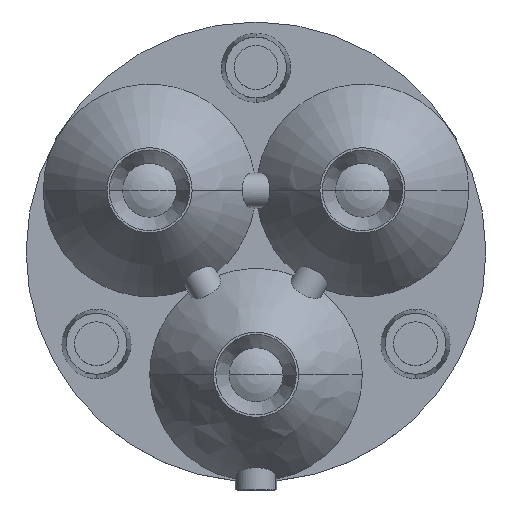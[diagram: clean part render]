
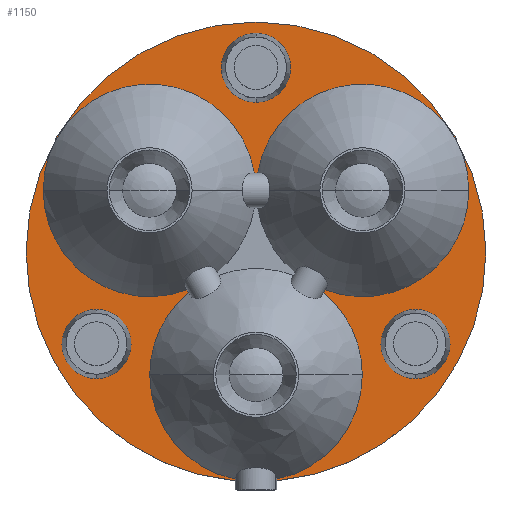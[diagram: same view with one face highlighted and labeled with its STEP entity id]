
A CAD part, top view. The second image highlights one B-rep face of the part: STEP entity #1150.
In plain terms, the highlighted planar face has unit normal (0, 0, 1).
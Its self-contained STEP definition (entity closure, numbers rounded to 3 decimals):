
#100=CARTESIAN_POINT('',(6.928,1.34,0.7));
#101=DIRECTION('',(0.,0.,-1.));
#102=DIRECTION('',(0.,-1.,0.));
#103=AXIS2_PLACEMENT_3D('',#100,#101,#102);
#105=CARTESIAN_POINT('',(6.928,1.34,0.7));
#106=DIRECTION('',(0.,0.,-1.));
#107=DIRECTION('',(0.,1.,0.));
#108=AXIS2_PLACEMENT_3D('',#105,#106,#107);
#110=CARTESIAN_POINT('',(-6.928,1.34,0.7));
#111=DIRECTION('',(0.,0.,-1.));
#112=DIRECTION('',(0.,-1.,0.));
#113=AXIS2_PLACEMENT_3D('',#110,#111,#112);
#115=CARTESIAN_POINT('',(-6.928,1.34,0.7));
#116=DIRECTION('',(0.,0.,-1.));
#117=DIRECTION('',(0.,1.,0.));
#118=AXIS2_PLACEMENT_3D('',#115,#116,#117);
#120=CARTESIAN_POINT('',(0.,13.34,0.7));
#121=DIRECTION('',(0.,0.,-1.));
#122=DIRECTION('',(0.,-1.,0.));
#123=AXIS2_PLACEMENT_3D('',#120,#121,#122);
#125=CARTESIAN_POINT('',(0.,13.34,0.7));
#126=DIRECTION('',(0.,0.,-1.));
#127=DIRECTION('',(0.,1.,0.));
#128=AXIS2_PLACEMENT_3D('',#125,#126,#127);
#130=DIRECTION('',(0.5,0.866,0.));
#131=VECTOR('',#130,0.14);
#132=CARTESIAN_POINT('',(2.927,3.57,0.7));
#133=LINE('',#132,#131);
#134=CARTESIAN_POINT('',(4.625,8.011,0.7));
#135=DIRECTION('',(0.,0.,-1.));
#136=DIRECTION('',(-0.987,0.162,0.));
#137=AXIS2_PLACEMENT_3D('',#134,#135,#136);
#139=DIRECTION('',(-1.,0.,0.));
#140=VECTOR('',#139,0.14);
#141=CARTESIAN_POINT('',(0.07,8.761,0.7));
#142=LINE('',#141,#140);
#143=CARTESIAN_POINT('',(-4.625,8.011,0.7));
#144=DIRECTION('',(0.,0.,-1.));
#145=DIRECTION('',(-1.,0.,0.));
#146=AXIS2_PLACEMENT_3D('',#143,#144,#145);
#148=DIRECTION('',(0.5,-0.866,0.));
#149=VECTOR('',#148,0.14);
#150=CARTESIAN_POINT('',(-2.997,3.691,0.7));
#151=LINE('',#150,#149);
#152=CARTESIAN_POINT('',(0.,0.,0.7));
#153=DIRECTION('',(0.,0.,-1.));
#154=DIRECTION('',(-0.195,-0.981,0.));
#155=AXIS2_PLACEMENT_3D('',#152,#153,#154);
#157=DIRECTION('',(0.,-1.,0.));
#158=VECTOR('',#157,0.078);
#159=CARTESIAN_POINT('',(-0.9,-4.528,0.7));
#160=LINE('',#159,#158);
#161=DIRECTION('',(0.,-1.,0.));
#162=VECTOR('',#161,0.078);
#163=CARTESIAN_POINT('',(0.9,-4.528,0.7));
#164=LINE('',#163,#162);
#165=CARTESIAN_POINT('',(0.,0.,0.7));
#166=DIRECTION('',(0.,0.,-1.));
#167=DIRECTION('',(1.,0.,0.));
#168=AXIS2_PLACEMENT_3D('',#165,#166,#167);
#353=CARTESIAN_POINT('',(0.,0.,0.7));
#354=DIRECTION('',(0.,0.,-1.));
#355=DIRECTION('',(0.634,0.773,0.));
#356=AXIS2_PLACEMENT_3D('',#353,#354,#355);
#358=CARTESIAN_POINT('',(4.616,0.,0.7));
#365=CARTESIAN_POINT('',(-4.616,0.,0.7));
#372=CARTESIAN_POINT('',(0.,0.,0.7));
#373=DIRECTION('',(0.,0.,-1.));
#374=DIRECTION('',(-1.,0.,0.));
#375=AXIS2_PLACEMENT_3D('',#372,#373,#374);
#449=CARTESIAN_POINT('',(4.625,8.011,0.7));
#450=DIRECTION('',(0.,0.,-1.));
#451=DIRECTION('',(1.,0.,0.));
#452=AXIS2_PLACEMENT_3D('',#449,#450,#451);
#535=CARTESIAN_POINT('',(-4.625,8.011,0.7));
#536=DIRECTION('',(0.,0.,-1.));
#537=DIRECTION('',(0.353,-0.936,0.));
#538=AXIS2_PLACEMENT_3D('',#535,#536,#537);
#578=CARTESIAN_POINT('',(-9.241,8.011,0.7));
#602=CARTESIAN_POINT('',(9.241,8.011,0.7));
#753=CARTESIAN_POINT('',(0.,5.34,0.7));
#754=DIRECTION('',(0.,0.,1.));
#755=DIRECTION('',(0.09,-0.996,0.));
#756=AXIS2_PLACEMENT_3D('',#753,#754,#755);
#762=CARTESIAN_POINT('',(0.,5.34,0.7));
#763=DIRECTION('',(0.,0.,1.));
#764=DIRECTION('',(-1.,0.,0.));
#765=AXIS2_PLACEMENT_3D('',#762,#763,#764);
#767=CARTESIAN_POINT('',(0.,5.34,0.7));
#768=DIRECTION('',(0.,0.,1.));
#769=DIRECTION('',(1.,0.,0.));
#770=AXIS2_PLACEMENT_3D('',#767,#768,#769);
#794=CARTESIAN_POINT('',(6.928,-0.16,0.7));
#796=VERTEX_POINT('',#794);
#798=CARTESIAN_POINT('',(6.928,2.84,0.7));
#800=VERTEX_POINT('',#798);
#802=CARTESIAN_POINT('',(-6.928,-0.16,0.7));
#804=VERTEX_POINT('',#802);
#806=CARTESIAN_POINT('',(-6.928,2.84,0.7));
#808=VERTEX_POINT('',#806);
#810=CARTESIAN_POINT('',(0.,11.84,0.7));
#812=VERTEX_POINT('',#810);
#814=CARTESIAN_POINT('',(0.,14.84,0.7));
#816=VERTEX_POINT('',#814);
#826=CARTESIAN_POINT('',(-0.9,-4.605,0.7));
#827=VERTEX_POINT('',#826);
#832=CARTESIAN_POINT('',(0.9,-4.605,0.7));
#833=VERTEX_POINT('',#832);
#846=VERTEX_POINT('',#358);
#847=VERTEX_POINT('',#365);
#848=CARTESIAN_POINT('',(-0.9,-4.528,0.7));
#849=VERTEX_POINT('',#848);
#850=CARTESIAN_POINT('',(0.9,-4.528,0.7));
#851=VERTEX_POINT('',#850);
#876=VERTEX_POINT('',#602);
#877=VERTEX_POINT('',#578);
#902=CARTESIAN_POINT('',(2.927,3.57,0.7));
#903=CARTESIAN_POINT('',(2.997,3.691,0.7));
#904=VERTEX_POINT('',#902);
#905=VERTEX_POINT('',#903);
#906=CARTESIAN_POINT('',(0.07,8.761,0.7));
#907=CARTESIAN_POINT('',(-0.07,8.761,0.7));
#908=VERTEX_POINT('',#906);
#909=VERTEX_POINT('',#907);
#910=CARTESIAN_POINT('',(-2.997,3.691,0.7));
#911=CARTESIAN_POINT('',(-2.927,3.57,0.7));
#912=VERTEX_POINT('',#910);
#913=VERTEX_POINT('',#911);
#946=CARTESIAN_POINT('',(9.986,5.34,0.7));
#947=CARTESIAN_POINT('',(-9.986,5.34,0.7));
#948=VERTEX_POINT('',#946);
#949=VERTEX_POINT('',#947);
#1097=CARTESIAN_POINT('',(0.,0.,0.7));
#1098=DIRECTION('',(0.,0.,-1.));
#1099=DIRECTION('',(-1.,0.,0.));
#1100=AXIS2_PLACEMENT_3D('',#1097,#1098,#1099);
#1101=PLANE('',#1100);
#1103=ORIENTED_EDGE('',*,*,#1102,.T.);
#1105=ORIENTED_EDGE('',*,*,#1104,.F.);
#1107=ORIENTED_EDGE('',*,*,#1106,.F.);
#1109=ORIENTED_EDGE('',*,*,#1108,.T.);
#1111=ORIENTED_EDGE('',*,*,#1110,.F.);
#1113=ORIENTED_EDGE('',*,*,#1112,.F.);
#1115=ORIENTED_EDGE('',*,*,#1114,.T.);
#1117=ORIENTED_EDGE('',*,*,#1116,.F.);
#1118=ORIENTED_EDGE('',*,*,#975,.F.);
#1119=ORIENTED_EDGE('',*,*,#999,.T.);
#1121=ORIENTED_EDGE('',*,*,#1120,.F.);
#1123=ORIENTED_EDGE('',*,*,#1122,.F.);
#1125=ORIENTED_EDGE('',*,*,#1124,.F.);
#1126=ORIENTED_EDGE('',*,*,#1090,.F.);
#1127=ORIENTED_EDGE('',*,*,#983,.F.);
#1129=ORIENTED_EDGE('',*,*,#1128,.F.);
#1130=EDGE_LOOP('',(#1103,#1105,#1107,#1109,#1111,#1113,#1115,#1117,#1118,#1119,
#1121,#1123,#1125,#1126,#1127,#1129));
#1131=FACE_OUTER_BOUND('',#1130,.F.);
#1133=ORIENTED_EDGE('',*,*,#1132,.F.);
#1135=ORIENTED_EDGE('',*,*,#1134,.F.);
#1136=EDGE_LOOP('',(#1133,#1135));
#1137=FACE_BOUND('',#1136,.F.);
#1139=ORIENTED_EDGE('',*,*,#1138,.F.);
#1141=ORIENTED_EDGE('',*,*,#1140,.F.);
#1142=EDGE_LOOP('',(#1139,#1141));
#1143=FACE_BOUND('',#1142,.F.);
#1145=ORIENTED_EDGE('',*,*,#1144,.F.);
#1147=ORIENTED_EDGE('',*,*,#1146,.F.);
#1148=EDGE_LOOP('',(#1145,#1147));
#1149=FACE_BOUND('',#1148,.F.);
#1150=ADVANCED_FACE('',(#1131,#1137,#1143,#1149),#1101,.F.);
#104=CIRCLE('',#103,1.5);
#109=CIRCLE('',#108,1.5);
#114=CIRCLE('',#113,1.5);
#119=CIRCLE('',#118,1.5);
#124=CIRCLE('',#123,1.5);
#129=CIRCLE('',#128,1.5);
#138=CIRCLE('',#137,4.616);
#147=CIRCLE('',#146,4.616);
#156=CIRCLE('',#155,4.616);
#169=CIRCLE('',#168,4.616);
#357=CIRCLE('',#356,4.616);
#376=CIRCLE('',#375,4.616);
#453=CIRCLE('',#452,4.616);
#539=CIRCLE('',#538,4.616);
#757=CIRCLE('',#756,9.986);
#766=CIRCLE('',#765,9.986);
#771=CIRCLE('',#770,9.986);
#975=EDGE_CURVE('',#849,#847,#156,.T.);
#983=EDGE_CURVE('',#846,#851,#169,.T.);
#999=EDGE_CURVE('',#849,#827,#160,.T.);
#1090=EDGE_CURVE('',#851,#833,#164,.T.);
#1102=EDGE_CURVE('',#904,#905,#133,.T.);
#1104=EDGE_CURVE('',#876,#905,#453,.T.);
#1106=EDGE_CURVE('',#908,#876,#138,.T.);
#1108=EDGE_CURVE('',#908,#909,#142,.T.);
#1110=EDGE_CURVE('',#877,#909,#147,.T.);
#1112=EDGE_CURVE('',#912,#877,#539,.T.);
#1114=EDGE_CURVE('',#912,#913,#151,.T.);
#1116=EDGE_CURVE('',#847,#913,#376,.T.);
#1120=EDGE_CURVE('',#949,#827,#766,.T.);
#1122=EDGE_CURVE('',#948,#949,#771,.T.);
#1124=EDGE_CURVE('',#833,#948,#757,.T.);
#1128=EDGE_CURVE('',#904,#846,#357,.T.);
#1132=EDGE_CURVE('',#796,#800,#104,.T.);
#1134=EDGE_CURVE('',#800,#796,#109,.T.);
#1138=EDGE_CURVE('',#804,#808,#114,.T.);
#1140=EDGE_CURVE('',#808,#804,#119,.T.);
#1144=EDGE_CURVE('',#812,#816,#124,.T.);
#1146=EDGE_CURVE('',#816,#812,#129,.T.);
